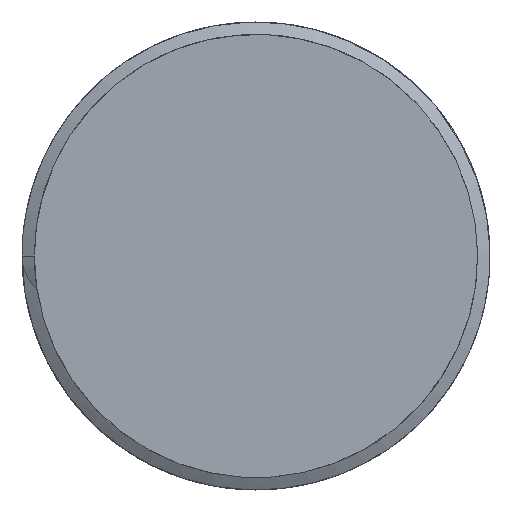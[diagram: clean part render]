
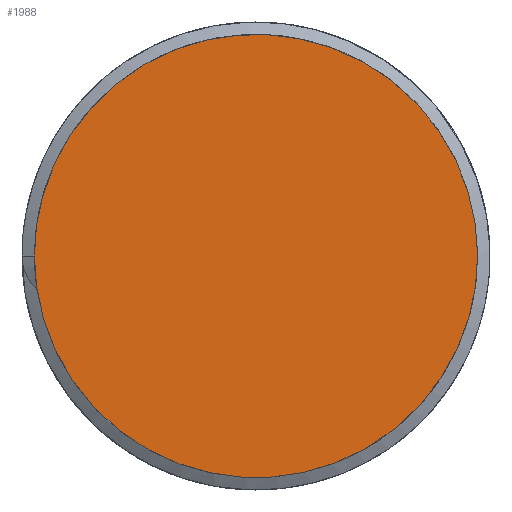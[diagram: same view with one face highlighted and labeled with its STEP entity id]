
A CAD part, left-side view. The second image highlights one B-rep face of the part: STEP entity #1988.
In plain terms, the highlighted free-form (B-spline) face has degree [1, 1] with [2, 2] control points.
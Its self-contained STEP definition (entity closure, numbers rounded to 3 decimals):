
#1967=CARTESIAN_POINT('',(0.,-41.7,41.7));
#1968=CARTESIAN_POINT('',(0.,-41.7,-41.7));
#1969=CARTESIAN_POINT('',(0.,41.7,41.7));
#1970=CARTESIAN_POINT('',(0.,41.7,-41.7));
#1971=B_SPLINE_SURFACE_WITH_KNOTS('',1,1,((#1967,#1968),(#1969,#1970)),.PLANE_SURF.,.F.,.F.,.U.,(2,2),(2,2),(-1.,2.),(-1.,2.),.UNSPECIFIED.);
#1972=CARTESIAN_POINT('',(0.,13.9,0.));
#1973=VERTEX_POINT('',#1972);
#1974=CARTESIAN_POINT('',(0.,13.9,0.));
#1975=CARTESIAN_POINT('',(0.,13.9,-13.9));
#1976=CARTESIAN_POINT('',(0.,0.,-13.9));
#1977=CARTESIAN_POINT('',(0.,-13.9,-13.9));
#1978=CARTESIAN_POINT('',(0.,-13.9,0.));
#1979=CARTESIAN_POINT('',(0.,-13.9,13.9));
#1980=CARTESIAN_POINT('',(0.,0.,13.9));
#1981=CARTESIAN_POINT('',(0.,13.9,13.9));
#1982=CARTESIAN_POINT('',(0.,13.9,0.));
#1983=(BOUNDED_CURVE()B_SPLINE_CURVE(2,(#1974,#1975,#1976,#1977,#1978,#1979,#1980,#1981,#1982),.CIRCULAR_ARC.,.T.,.U.)B_SPLINE_CURVE_WITH_KNOTS((3,2,2,2,3),(0.,0.25,0.5,0.75,1.),.UNSPECIFIED.)CURVE()GEOMETRIC_REPRESENTATION_ITEM()RATIONAL_B_SPLINE_CURVE((1.,0.707,1.,0.707,1.,0.707,1.,0.707,1.))REPRESENTATION_ITEM(''));
#1984=EDGE_CURVE('',#1973,#1973,#1983,.T.);
#1985=ORIENTED_EDGE('',*,*,#1984,.T.);
#1986=EDGE_LOOP('',(#1985));
#1987=FACE_OUTER_BOUND('',#1986,.T.);
#1988=ADVANCED_FACE('',(#1987),#1971,.T.);
